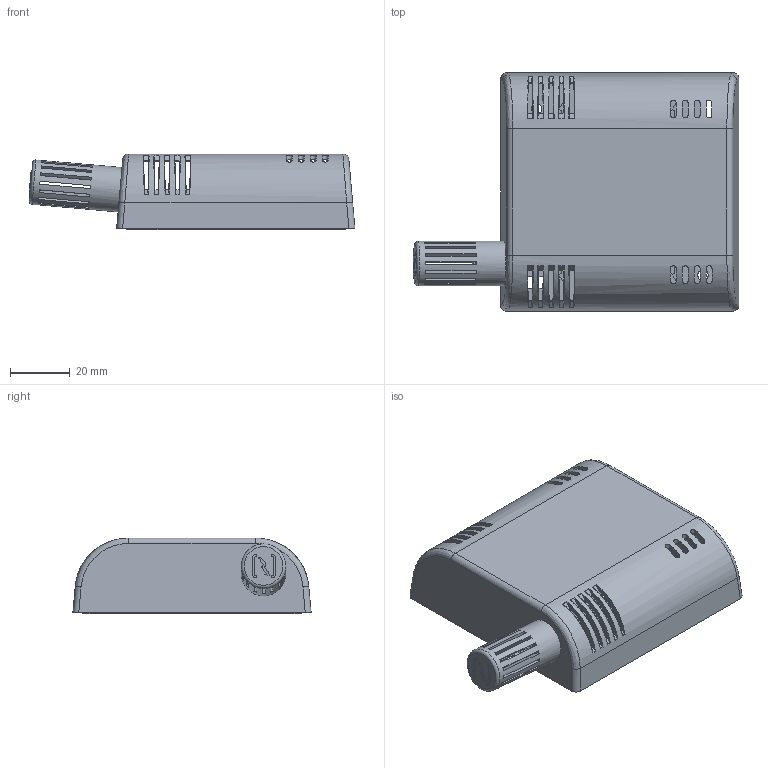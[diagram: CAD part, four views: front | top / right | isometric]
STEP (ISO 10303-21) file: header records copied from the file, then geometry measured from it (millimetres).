
FILE_DESCRIPTION(/* description */ (''),/* implementation_level */ '2;1');
FILE_NAME(/* name */ 'Wi-xxxR3xx.step',/* time_stamp */ '2021-07-29T08:31:17+02:00',/* author */ (''),/* organization */ (''),/* preprocessor_version */ 'ST-DEVELOPER v18.1',/* originating_system */ 'Autodesk Translation Framework v10.9.0.1377',/* authorisation */ '');
FILE_SCHEMA (('AUTOMOTIVE_DESIGN { 1 0 10303 214 3 1 1 }'));
Length unit declared in the file: millimetre
Products named in the file (5): Wi-xxxR3xx; Filtr_R3; Thermo80; BASE_80; COPERCHIO_80_M
Assembly tree (4 placements, depth 3):
  Wi-xxxR3xx
    Filtr_R3
    Thermo80
      BASE_80
      COPERCHIO_80_M
Bounding box: 109.39 x 80 x 25.5 mm (x, y, z)
Volume: 30040.4 mm3; surface area: 41128.9 mm2
Topology: 6 solids, 6 shells, 759 faces, 2125 edges, 1397 vertices
Faces by surface type: plane 441, cylinder 128, bspline 127, torus 33, cone 30
Full cylindrical faces by diameter (mm): 10.526 x5, 12 x1, 12.203 x5, 15 x1, 17 x1, 20 x1
Entity records: 28713 total; most frequent: CARTESIAN_POINT 8981, ORIENTED_EDGE 4250, DIRECTION 3473, EDGE_CURVE 2125, VERTEX_POINT 1397, LINE 1305, VECTOR 1305, AXIS2_PLACEMENT_3D 1084
